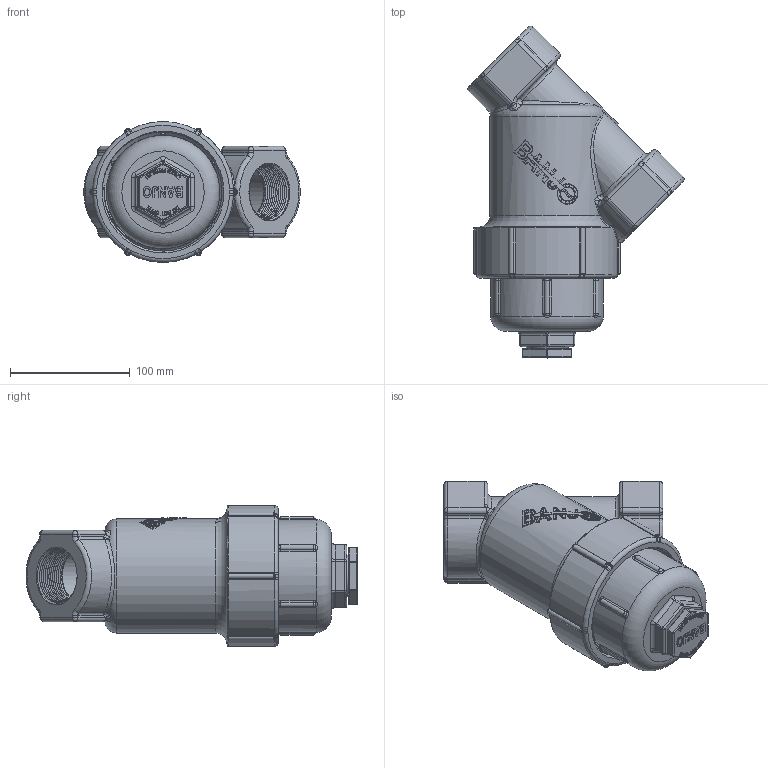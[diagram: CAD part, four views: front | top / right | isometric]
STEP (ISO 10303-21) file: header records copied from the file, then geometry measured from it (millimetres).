
FILE_DESCRIPTION(/* description */ ('1 1/2" LINE STRAINER BODY'),/* implementation_level */ '2;1');
FILE_NAME(/* name */ 'LS150-80.stp',/* time_stamp */ '2014-05-13T10:56:50-04:00',/* author */ ('mclevenger'),/* organization */ (''),/* preprocessor_version */ 'ST-DEVELOPER v15.2',/* originating_system */ 'Autodesk Inventor 2014',/* authorisation */ '');
FILE_SCHEMA (('AUTOMOTIVE_DESIGN { 1 0 10303 214 3 1 1 }'));
Length unit declared in the file: inch
Products named in the file (8): LS150-B; LS150XC; LSQ200-PL; LSQ200-R; LS150-C; LS150-G; LS280; LS150-80
Bounding box: 180.18 x 276.88 x 117.47 mm (x, y, z)
Volume: 963937.3 mm3; surface area: 311065.6 mm2
Topology: 5 solids, 6 shells, 1434 faces, 3645 edges, 2283 vertices
Faces by surface type: plane 654, bspline 363, cylinder 262, torus 86, sphere 54, cone 15
Full cylindrical faces by diameter (mm): 19.05 x1, 33.401 x1, 43.18 x2, 55.626 x1, 60.452 x1, 66.04 x1, 67.716 x2, 76.2 x1, 79.502 x1, 82.728 x1, 85.852 x1, 86.233 x1, 91.567 x1, 94.038 x3
Entity records: 58126 total; most frequent: CARTESIAN_POINT 25834, ORIENTED_EDGE 7086, DIRECTION 5924, EDGE_CURVE 3543, VERTEX_POINT 2251, AXIS2_PLACEMENT_3D 2117, LINE 1690, VECTOR 1690
